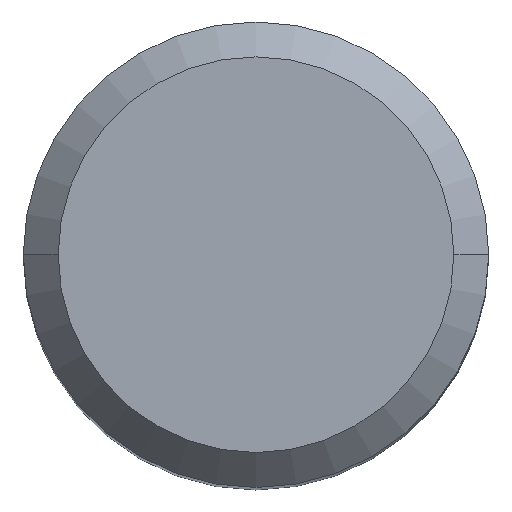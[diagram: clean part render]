
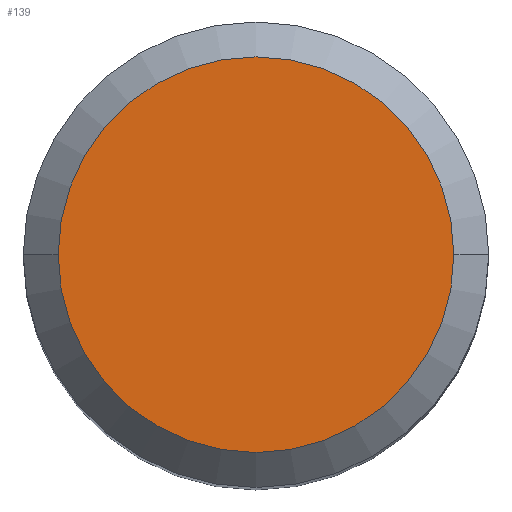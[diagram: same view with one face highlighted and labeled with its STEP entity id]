
A CAD part, top view. The second image highlights one B-rep face of the part: STEP entity #139.
In plain terms, the highlighted planar face has unit normal (0, 0, 1).
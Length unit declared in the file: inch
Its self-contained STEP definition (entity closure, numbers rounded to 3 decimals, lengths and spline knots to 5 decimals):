
#12 = CARTESIAN_POINT ( 'NONE',  ( 0., 0., 0. ) ) ;
#27 = EDGE_LOOP ( 'NONE', ( #183, #260 ) ) ;
#61 = DIRECTION ( 'NONE',  ( 1., 0., 0. ) ) ;
#92 = CARTESIAN_POINT ( 'NONE',  ( 0., 0., 0. ) ) ;
#99 = CIRCLE ( 'NONE', #114, 0.23426 ) ;
#114 = AXIS2_PLACEMENT_3D ( 'NONE', #12, #434, #61 ) ;
#115 = VERTEX_POINT ( 'NONE', #203 ) ;
#130 = PLANE ( 'NONE',  #279 ) ;
#133 = CARTESIAN_POINT ( 'NONE',  ( -0.23426, 0., 0. ) ) ;
#139 = ADVANCED_FACE ( 'NONE', ( #384 ), #130, .F. ) ;
#143 = DIRECTION ( 'NONE',  ( 0., 0., 1. ) ) ;
#183 = ORIENTED_EDGE ( 'NONE', *, *, #452, .T. ) ;
#203 = CARTESIAN_POINT ( 'NONE',  ( 0.23426, 0., 0. ) ) ;
#209 = CIRCLE ( 'NONE', #252, 0.23426 ) ;
#215 = VERTEX_POINT ( 'NONE', #133 ) ;
#243 = DIRECTION ( 'NONE',  ( -1., 0., 0. ) ) ;
#252 = AXIS2_PLACEMENT_3D ( 'NONE', #475, #143, #369 ) ;
#260 = ORIENTED_EDGE ( 'NONE', *, *, #368, .T. ) ;
#279 = AXIS2_PLACEMENT_3D ( 'NONE', #92, #473, #243 ) ;
#368 = EDGE_CURVE ( 'NONE', #115, #215, #209, .T. ) ;
#369 = DIRECTION ( 'NONE',  ( 1., 0., 0. ) ) ;
#384 = FACE_OUTER_BOUND ( 'NONE', #27, .T. ) ;
#434 = DIRECTION ( 'NONE',  ( 0., 0., 1. ) ) ;
#452 = EDGE_CURVE ( 'NONE', #215, #115, #99, .T. ) ;
#473 = DIRECTION ( 'NONE',  ( 0., 0., -1. ) ) ;
#475 = CARTESIAN_POINT ( 'NONE',  ( 0., 0., 0. ) ) ;
